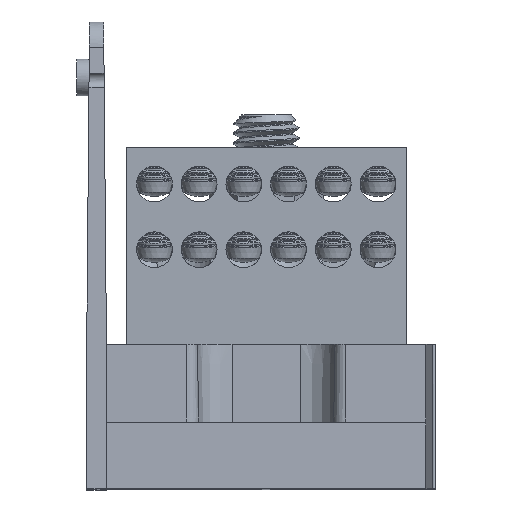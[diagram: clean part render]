
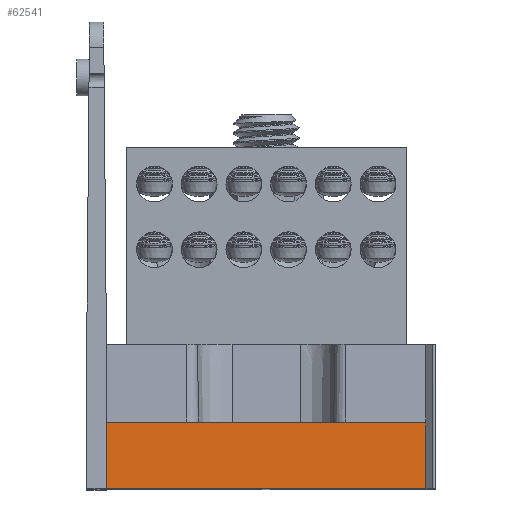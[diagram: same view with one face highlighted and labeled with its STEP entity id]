
A CAD part, top view. The second image highlights one B-rep face of the part: STEP entity #62541.
In plain terms, the highlighted planar face has unit normal (0, 0.035, 0.999).
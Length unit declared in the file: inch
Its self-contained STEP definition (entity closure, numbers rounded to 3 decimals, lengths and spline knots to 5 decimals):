
#4493 = LINE ( 'NONE', #15148, #59716 ) ;
#8374 = CARTESIAN_POINT ( 'NONE',  ( 1.215, -1.85, 3. ) ) ;
#12975 = EDGE_CURVE ( 'NONE', #48464, #55512, #60865, .T. ) ;
#14887 = CARTESIAN_POINT ( 'NONE',  ( 1.215, -1.85, 3. ) ) ;
#15148 = CARTESIAN_POINT ( 'NONE',  ( -1.215, -1.35, 2.98254 ) ) ;
#16390 = CARTESIAN_POINT ( 'NONE',  ( -1.215, -1.85, 3. ) ) ;
#20005 = VERTEX_POINT ( 'NONE', #55510 ) ;
#24294 = ORIENTED_EDGE ( 'NONE', *, *, #12975, .T. ) ;
#24828 = CARTESIAN_POINT ( 'NONE',  ( -1.215, -1.85, 3. ) ) ;
#25451 = VERTEX_POINT ( 'NONE', #63302 ) ;
#25480 = LINE ( 'NONE', #34396, #44753 ) ;
#25606 = CARTESIAN_POINT ( 'NONE',  ( -1.215, -1.85, 3. ) ) ;
#25961 = AXIS2_PLACEMENT_3D ( 'NONE', #25606, #62628, #30910 ) ;
#27497 = DIRECTION ( 'NONE',  ( 1., 0., 0. ) ) ;
#27953 = ORIENTED_EDGE ( 'NONE', *, *, #44431, .F. ) ;
#28875 = DIRECTION ( 'NONE',  ( 0., -0.999, 0.035 ) ) ;
#29150 = ORIENTED_EDGE ( 'NONE', *, *, #66272, .T. ) ;
#30910 = DIRECTION ( 'NONE',  ( 0., -0.999, 0.035 ) ) ;
#30914 = DIRECTION ( 'NONE',  ( 0., -0.999, 0.035 ) ) ;
#34396 = CARTESIAN_POINT ( 'NONE',  ( -1.215, -1.85, 3. ) ) ;
#35320 = EDGE_CURVE ( 'NONE', #20005, #25451, #4493, .T. ) ;
#44431 = EDGE_CURVE ( 'NONE', #25451, #55512, #62817, .T. ) ;
#44753 = VECTOR ( 'NONE', #28875, 39.37008 ) ;
#45679 = FACE_OUTER_BOUND ( 'NONE', #66995, .T. ) ;
#48464 = VERTEX_POINT ( 'NONE', #24828 ) ;
#55510 = CARTESIAN_POINT ( 'NONE',  ( -1.215, -1.35, 2.98254 ) ) ;
#55512 = VERTEX_POINT ( 'NONE', #8374 ) ;
#59716 = VECTOR ( 'NONE', #68358, 39.37008 ) ;
#60210 = VECTOR ( 'NONE', #27497, 39.37008 ) ;
#60865 = LINE ( 'NONE', #16390, #60210 ) ;
#61899 = VECTOR ( 'NONE', #30914, 39.37008 ) ;
#62541 = ADVANCED_FACE ( 'NONE', ( #45679 ), #67666, .T. ) ;
#62628 = DIRECTION ( 'NONE',  ( 0., 0.035, 0.999 ) ) ;
#62817 = LINE ( 'NONE', #14887, #61899 ) ;
#63302 = CARTESIAN_POINT ( 'NONE',  ( 1.215, -1.35, 2.98254 ) ) ;
#64251 = ORIENTED_EDGE ( 'NONE', *, *, #35320, .F. ) ;
#66272 = EDGE_CURVE ( 'NONE', #20005, #48464, #25480, .T. ) ;
#66995 = EDGE_LOOP ( 'NONE', ( #27953, #64251, #29150, #24294 ) ) ;
#67666 = PLANE ( 'NONE',  #25961 ) ;
#68358 = DIRECTION ( 'NONE',  ( 1., 0., 0. ) ) ;
